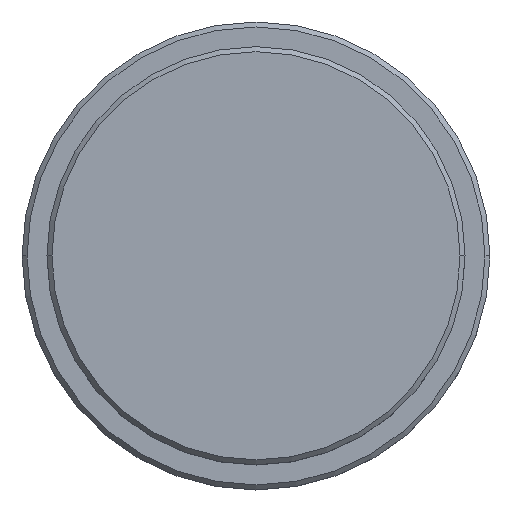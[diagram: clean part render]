
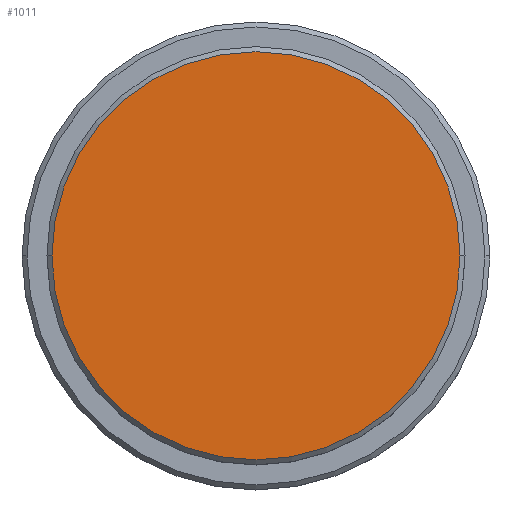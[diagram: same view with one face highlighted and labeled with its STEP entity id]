
A CAD part, top view. The second image highlights one B-rep face of the part: STEP entity #1011.
In plain terms, the highlighted planar face has unit normal (0, 0, 1).
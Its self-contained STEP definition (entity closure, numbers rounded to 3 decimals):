
#57 = EDGE_CURVE ( 'NONE', #128, #210, #368, .T. ) ;
#79 = ORIENTED_EDGE ( 'NONE', *, *, #110, .T. ) ;
#110 = EDGE_CURVE ( 'NONE', #210, #128, #116, .T. ) ;
#116 = CIRCLE ( 'NONE', #153, 20.5 ) ;
#128 = VERTEX_POINT ( 'NONE', #536 ) ;
#153 = AXIS2_PLACEMENT_3D ( 'NONE', #518, #291, #955 ) ;
#166 = CARTESIAN_POINT ( 'NONE',  ( 0., 0., 0. ) ) ;
#210 = VERTEX_POINT ( 'NONE', #1387 ) ;
#291 = DIRECTION ( 'NONE',  ( 0., 0., 1. ) ) ;
#353 = AXIS2_PLACEMENT_3D ( 'NONE', #166, #1023, #1258 ) ;
#368 = CIRCLE ( 'NONE', #1167, 20.5 ) ;
#413 = EDGE_LOOP ( 'NONE', ( #1228, #79 ) ) ;
#518 = CARTESIAN_POINT ( 'NONE',  ( 0., 0., 0. ) ) ;
#525 = DIRECTION ( 'NONE',  ( 0., 0., 1. ) ) ;
#536 = CARTESIAN_POINT ( 'NONE',  ( -20.5, 0., 0. ) ) ;
#632 = CARTESIAN_POINT ( 'NONE',  ( 0., 0., 0. ) ) ;
#727 = PLANE ( 'NONE',  #353 ) ;
#955 = DIRECTION ( 'NONE',  ( 1., 0., 0. ) ) ;
#1011 = ADVANCED_FACE ( 'NONE', ( #1148 ), #727, .T. ) ;
#1023 = DIRECTION ( 'NONE',  ( 0., 0., 1. ) ) ;
#1060 = DIRECTION ( 'NONE',  ( 1., 0., 0. ) ) ;
#1148 = FACE_OUTER_BOUND ( 'NONE', #413, .T. ) ;
#1167 = AXIS2_PLACEMENT_3D ( 'NONE', #632, #525, #1060 ) ;
#1228 = ORIENTED_EDGE ( 'NONE', *, *, #57, .T. ) ;
#1258 = DIRECTION ( 'NONE',  ( 1., 0., 0. ) ) ;
#1387 = CARTESIAN_POINT ( 'NONE',  ( 20.5, 0., 0. ) ) ;
